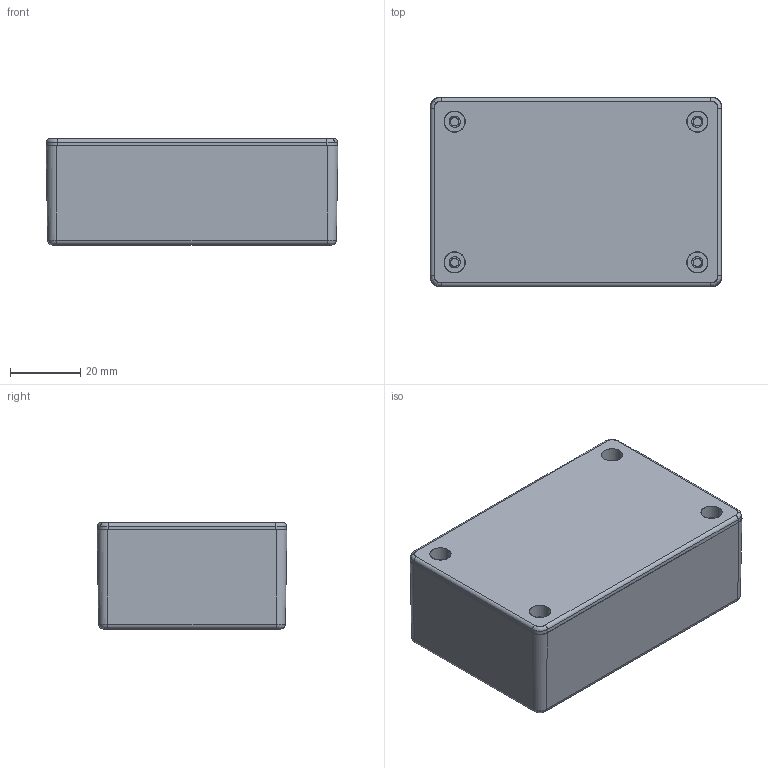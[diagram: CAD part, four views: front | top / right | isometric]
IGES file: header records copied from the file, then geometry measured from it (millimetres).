
Start section: SolidWorks IGES file using analytic representation for surfaces
Global section: file name: Z³o¿enie3.IGS; native system: SolidWorks 2012; preprocessor: SolidWorks 2012; author: Peter; date: 161021.135200; units: millimetre
Bounding box: 83 x 54 x 30.3 mm (x, y, z)
Surface area: 36729.6 mm2 (no closed solid volume)
Topology: 0 solids, 0 shells, 209 faces, 3328 edges, 3328 vertices
Faces by surface type: revolution 112, bspline 97
